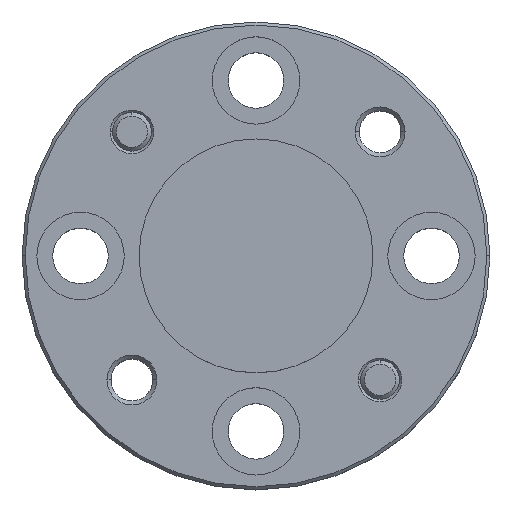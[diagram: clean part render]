
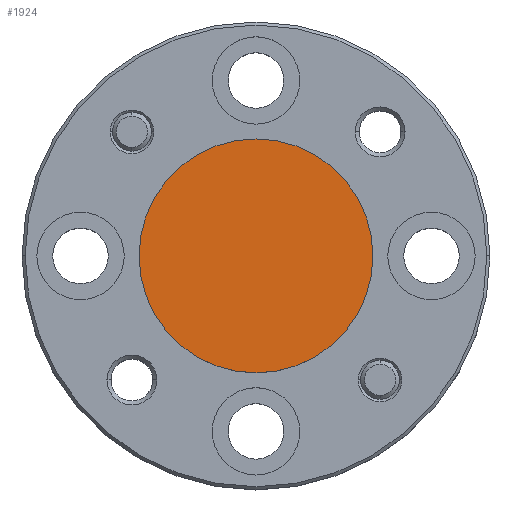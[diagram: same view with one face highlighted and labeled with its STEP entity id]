
A CAD part, top view. The second image highlights one B-rep face of the part: STEP entity #1924.
In plain terms, the highlighted planar face has unit normal (0, 0, 1).
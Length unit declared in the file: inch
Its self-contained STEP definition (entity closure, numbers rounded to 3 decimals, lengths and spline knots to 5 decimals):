
#39 = DIRECTION ( 'NONE',  ( 0., 0., 1. ) ) ;
#185 = DIRECTION ( 'NONE',  ( 1., 0., 0. ) ) ;
#894 = CARTESIAN_POINT ( 'NONE',  ( 0.1875, 0., 0.03 ) ) ;
#1004 = CIRCLE ( 'NONE', #2717, 0.1875 ) ;
#1152 = CARTESIAN_POINT ( 'NONE',  ( 0., 0., 0.03 ) ) ;
#1171 = DIRECTION ( 'NONE',  ( 0., 0., 1. ) ) ;
#1431 = CARTESIAN_POINT ( 'NONE',  ( 0., 0., 0.03 ) ) ;
#1576 = EDGE_CURVE ( 'NONE', #3083, #2475, #2125, .T. ) ;
#1618 = FACE_OUTER_BOUND ( 'NONE', #2259, .T. ) ;
#1638 = ORIENTED_EDGE ( 'NONE', *, *, #1576, .T. ) ;
#1643 = EDGE_CURVE ( 'NONE', #2475, #3083, #1004, .T. ) ;
#1924 = ADVANCED_FACE ( 'NONE', ( #1618 ), #1975, .T. ) ;
#1975 = PLANE ( 'NONE',  #2698 ) ;
#2002 = CARTESIAN_POINT ( 'NONE',  ( 0., 0., 0.03 ) ) ;
#2026 = DIRECTION ( 'NONE',  ( 1., 0., 0. ) ) ;
#2125 = CIRCLE ( 'NONE', #3165, 0.1875 ) ;
#2259 = EDGE_LOOP ( 'NONE', ( #2628, #1638 ) ) ;
#2415 = DIRECTION ( 'NONE',  ( 0., 0., 1. ) ) ;
#2475 = VERTEX_POINT ( 'NONE', #2816 ) ;
#2628 = ORIENTED_EDGE ( 'NONE', *, *, #1643, .T. ) ;
#2650 = DIRECTION ( 'NONE',  ( 1., 0., 0. ) ) ;
#2698 = AXIS2_PLACEMENT_3D ( 'NONE', #2002, #39, #2026 ) ;
#2717 = AXIS2_PLACEMENT_3D ( 'NONE', #1431, #2415, #185 ) ;
#2816 = CARTESIAN_POINT ( 'NONE',  ( -0.1875, 0., 0.03 ) ) ;
#3083 = VERTEX_POINT ( 'NONE', #894 ) ;
#3165 = AXIS2_PLACEMENT_3D ( 'NONE', #1152, #1171, #2650 ) ;
